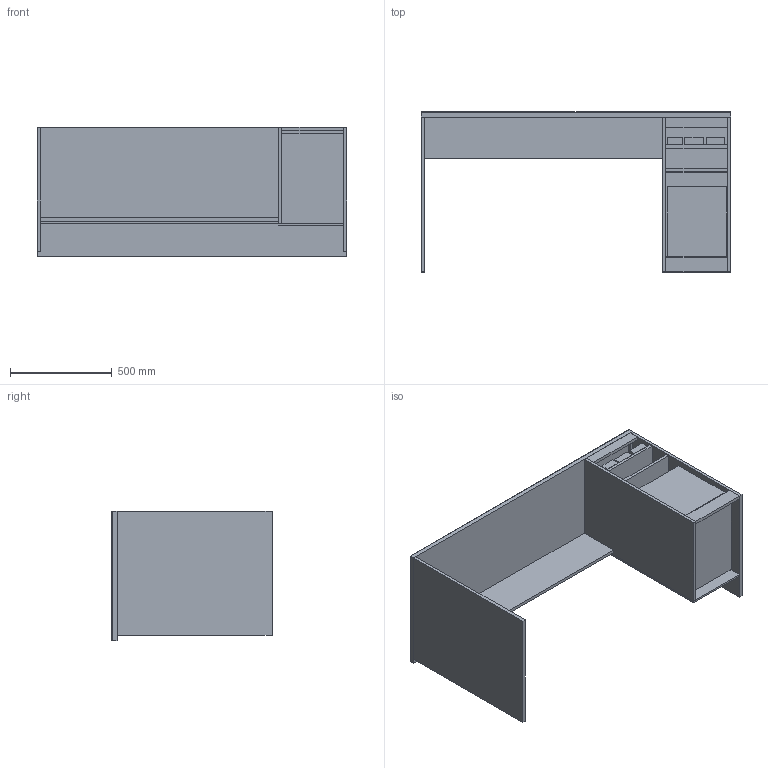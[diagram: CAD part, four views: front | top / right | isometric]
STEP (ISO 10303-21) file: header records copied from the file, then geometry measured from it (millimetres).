
FILE_DESCRIPTION(/* description */ ('Alibre Inc.'),/* implementation_level */ '2;1');
FILE_NAME(/* name */ 'export-AF1E3580-9E1B-44D6-B91D-E0D039BAD0EA',/* time_stamp */ '2021-01-23T23:32:23-06:00',/* author */ (''),/* organization */ (''),/* preprocessor_version */ 'ST-DEVELOPER v17',/* originating_system */ 'Alibre',/* authorisation */ '');
FILE_SCHEMA (('CONFIG_CONTROL_DESIGN'));
Length unit declared in the file: inch
Bounding box: 1524 x 787.4 x 635 mm (x, y, z)
Volume: 100616181.4 mm3; surface area: 7748985.3 mm2
Topology: 23 solids, 23 shells, 143 faces, 289 edges, 192 vertices
Faces by surface type: plane 138, cylinder 5
Full cylindrical faces by diameter (mm): 76.2 x1
Entity records: 4994 total; most frequent: CARTESIAN_POINT 539, ORIENTED_EDGE 456, DIRECTION 446, EDGE_CURVE 228, VECTOR 220, LINE 220, PERSON_AND_ORGANIZATION 198, AXIS2_PLACEMENT_3D 167
